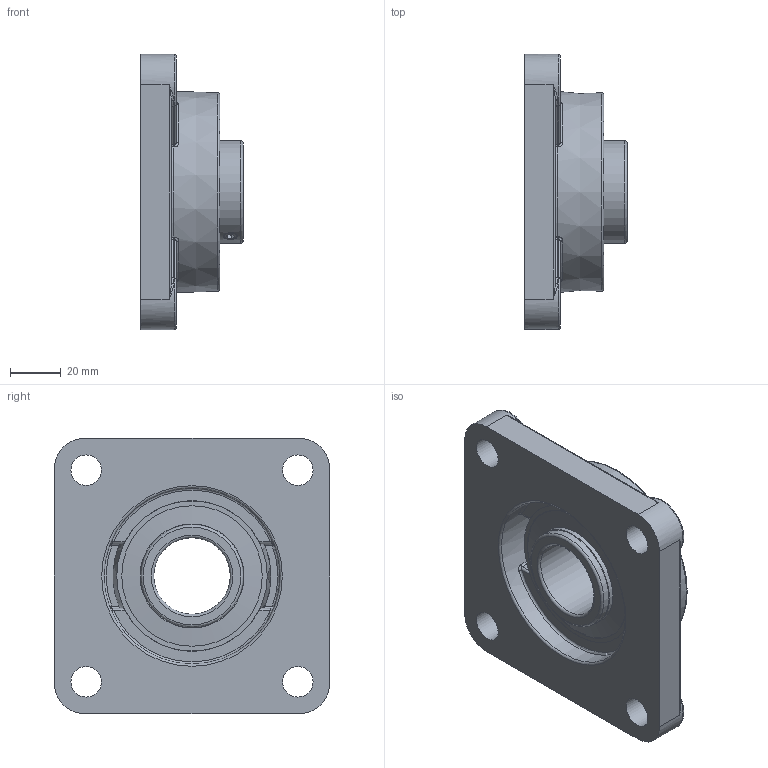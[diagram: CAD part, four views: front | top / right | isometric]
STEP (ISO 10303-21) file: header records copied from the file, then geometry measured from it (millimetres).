
FILE_DESCRIPTION(/* description */ ('Alibre Inc.'),/* implementation_level */ '2;1');
FILE_NAME(/* name */ 'export-945E4656-C2CD-4824-B9CD-04EA9FC91C89',/* time_stamp */ '2020-05-28T10:12:53-07:00',/* author */ (''),/* organization */ (''),/* preprocessor_version */ 'ST-DEVELOPER v17',/* originating_system */ 'Alibre',/* authorisation */ '');
FILE_SCHEMA (('CONFIG_CONTROL_DESIGN'));
Length unit declared in the file: inch
Bounding box: 40.2 x 108 x 108 mm (x, y, z)
Volume: 161602.2 mm3; surface area: 59503.8 mm2
Topology: 16 solids, 16 shells, 210 faces, 508 edges, 295 vertices
Faces by surface type: plane 58, cylinder 56, torus 33, bspline 32, sphere 23, cone 8
Full cylindrical faces by diameter (mm): 5.359 x2, 12 x4, 30 x1, 40.259 x2, 40.284 x2, 40.792 x2, 55.093 x2, 55.118 x2, 69.088 x1, 70.35 x1
Entity records: 10590 total; most frequent: CARTESIAN_POINT 5970, DIRECTION 754, ORIENTED_EDGE 744, EDGE_CURVE 372, AXIS2_PLACEMENT_3D 365, FACE_BOUND 260, EDGE_LOOP 251, VERTEX_POINT 246
